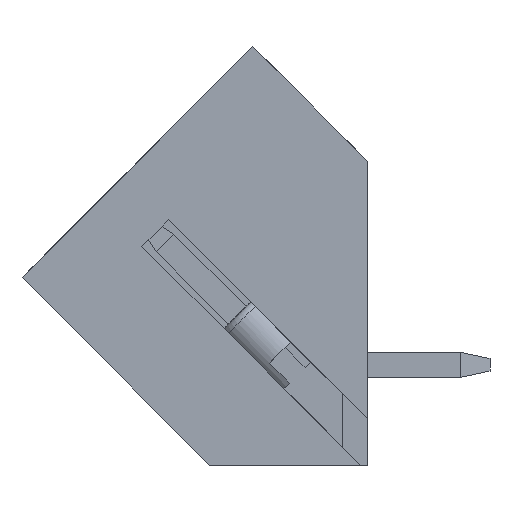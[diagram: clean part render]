
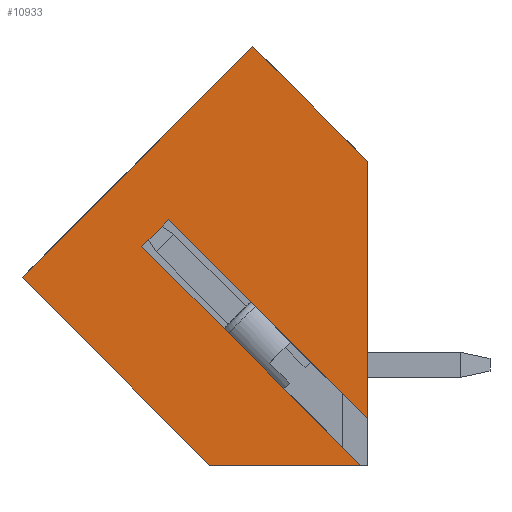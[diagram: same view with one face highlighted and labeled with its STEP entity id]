
A CAD part, left-side view. The second image highlights one B-rep face of the part: STEP entity #10933.
In plain terms, the highlighted planar face has unit normal (-1, 0, 0).
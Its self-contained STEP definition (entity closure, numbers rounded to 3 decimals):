
#2052 = LINE ( 'NONE', #37882, #7113 ) ;
#2087 = EDGE_CURVE ( 'NONE', #27322, #2306, #21192, .T. ) ;
#2306 = VERTEX_POINT ( 'NONE', #8501 ) ;
#3012 = VECTOR ( 'NONE', #8923, 1000. ) ;
#3447 = ORIENTED_EDGE ( 'NONE', *, *, #39723, .T. ) ;
#3643 = VERTEX_POINT ( 'NONE', #16615 ) ;
#4553 = CARTESIAN_POINT ( 'NONE',  ( 0., 6.337, 7.815 ) ) ;
#7045 = LINE ( 'NONE', #13655, #28333 ) ;
#7113 = VECTOR ( 'NONE', #31678, 1000. ) ;
#7276 = DIRECTION ( 'NONE',  ( 0., -0.707, 0.707 ) ) ;
#7712 = LINE ( 'NONE', #16667, #20810 ) ;
#8469 = CARTESIAN_POINT ( 'NONE',  ( 0., -1.84, -2.06 ) ) ;
#8501 = CARTESIAN_POINT ( 'NONE',  ( 0., 3.65, 13.33 ) ) ;
#8587 = VERTEX_POINT ( 'NONE', #24871 ) ;
#8861 = VERTEX_POINT ( 'NONE', #13701 ) ;
#8923 = DIRECTION ( 'NONE',  ( 0., 0.707, 0.707 ) ) ;
#9745 = LINE ( 'NONE', #29029, #33899 ) ;
#9948 = CARTESIAN_POINT ( 'NONE',  ( 0., 3.65, 13.33 ) ) ;
#10135 = CARTESIAN_POINT ( 'NONE',  ( 0., 0., 1.478 ) ) ;
#10933 = ADVANCED_FACE ( 'NONE', ( #23042 ), #17217, .F. ) ;
#11103 = VERTEX_POINT ( 'NONE', #10135 ) ;
#12131 = ORIENTED_EDGE ( 'NONE', *, *, #29588, .F. ) ;
#13655 = CARTESIAN_POINT ( 'NONE',  ( 0., 7.186, 6.966 ) ) ;
#13701 = CARTESIAN_POINT ( 'NONE',  ( 0., 7.186, 6.966 ) ) ;
#16050 = EDGE_CURVE ( 'NONE', #2306, #18515, #19829, .T. ) ;
#16615 = CARTESIAN_POINT ( 'NONE',  ( 0., 5.02, 0. ) ) ;
#16667 = CARTESIAN_POINT ( 'NONE',  ( 0., 11., 0. ) ) ;
#17217 = PLANE ( 'NONE',  #18442 ) ;
#18442 = AXIS2_PLACEMENT_3D ( 'NONE', #23235, #23439, #33084 ) ;
#18515 = VERTEX_POINT ( 'NONE', #29077 ) ;
#18552 = CARTESIAN_POINT ( 'NONE',  ( 0., 0., 9.68 ) ) ;
#18769 = VECTOR ( 'NONE', #26412, 1000. ) ;
#19829 = LINE ( 'NONE', #9948, #18769 ) ;
#20791 = DIRECTION ( 'NONE',  ( 0., -1., 0. ) ) ;
#20810 = VECTOR ( 'NONE', #20791, 1000. ) ;
#21192 = LINE ( 'NONE', #18552, #3012 ) ;
#21876 = ORIENTED_EDGE ( 'NONE', *, *, #39907, .T. ) ;
#23042 = FACE_OUTER_BOUND ( 'NONE', #39722, .T. ) ;
#23235 = CARTESIAN_POINT ( 'NONE',  ( 0., 11., 13.33 ) ) ;
#23439 = DIRECTION ( 'NONE',  ( 1., 0., 0. ) ) ;
#24871 = CARTESIAN_POINT ( 'NONE',  ( 0., 0.219, 0. ) ) ;
#25142 = ORIENTED_EDGE ( 'NONE', *, *, #33461, .T. ) ;
#26152 = EDGE_CURVE ( 'NONE', #11103, #27322, #36799, .T. ) ;
#26412 = DIRECTION ( 'NONE',  ( 0., 0.707, -0.707 ) ) ;
#27322 = VERTEX_POINT ( 'NONE', #37280 ) ;
#27510 = VERTEX_POINT ( 'NONE', #4553 ) ;
#27729 = LINE ( 'NONE', #8469, #38894 ) ;
#28333 = VECTOR ( 'NONE', #7276, 1000. ) ;
#28345 = VECTOR ( 'NONE', #32360, 1000. ) ;
#28374 = DIRECTION ( 'NONE',  ( 0., 0.707, 0.707 ) ) ;
#29029 = CARTESIAN_POINT ( 'NONE',  ( 0., -2.689, -1.211 ) ) ;
#29077 = CARTESIAN_POINT ( 'NONE',  ( 0., 11., 5.98 ) ) ;
#29588 = EDGE_CURVE ( 'NONE', #11103, #27510, #9745, .T. ) ;
#31605 = DIRECTION ( 'NONE',  ( 0., 0.707, 0.707 ) ) ;
#31678 = DIRECTION ( 'NONE',  ( 0., -0.707, -0.707 ) ) ;
#32360 = DIRECTION ( 'NONE',  ( 0., 0., 1. ) ) ;
#32450 = EDGE_CURVE ( 'NONE', #8587, #8861, #27729, .T. ) ;
#32502 = ORIENTED_EDGE ( 'NONE', *, *, #2087, .T. ) ;
#33084 = DIRECTION ( 'NONE',  ( 0., 0., -1. ) ) ;
#33176 = CARTESIAN_POINT ( 'NONE',  ( 0., 0., 13.33 ) ) ;
#33461 = EDGE_CURVE ( 'NONE', #8861, #27510, #7045, .T. ) ;
#33756 = ORIENTED_EDGE ( 'NONE', *, *, #32450, .T. ) ;
#33899 = VECTOR ( 'NONE', #31605, 1000. ) ;
#36799 = LINE ( 'NONE', #33176, #28345 ) ;
#37280 = CARTESIAN_POINT ( 'NONE',  ( 0., 0., 9.68 ) ) ;
#37882 = CARTESIAN_POINT ( 'NONE',  ( 0., 11., 5.98 ) ) ;
#38894 = VECTOR ( 'NONE', #28374, 1000. ) ;
#39722 = EDGE_LOOP ( 'NONE', ( #21876, #33756, #25142, #12131, #41658, #32502, #41602, #3447 ) ) ;
#39723 = EDGE_CURVE ( 'NONE', #18515, #3643, #2052, .T. ) ;
#39907 = EDGE_CURVE ( 'NONE', #3643, #8587, #7712, .T. ) ;
#41602 = ORIENTED_EDGE ( 'NONE', *, *, #16050, .T. ) ;
#41658 = ORIENTED_EDGE ( 'NONE', *, *, #26152, .T. ) ;
